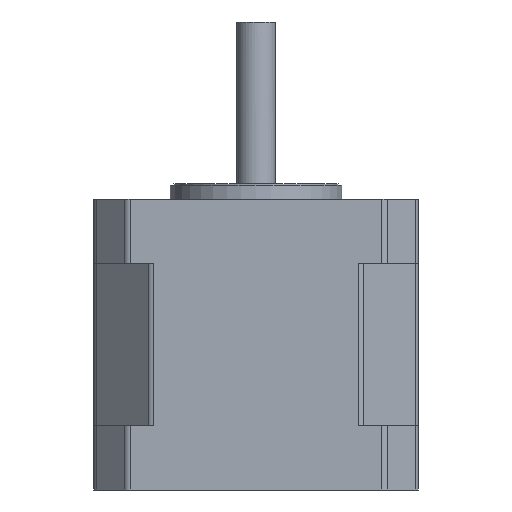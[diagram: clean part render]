
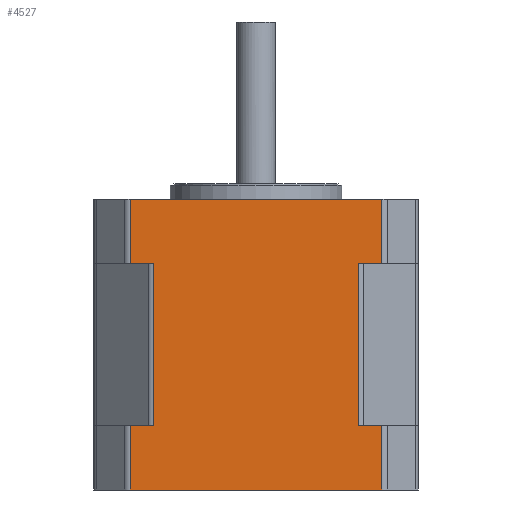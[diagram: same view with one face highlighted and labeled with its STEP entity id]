
A CAD part, front view. The second image highlights one B-rep face of the part: STEP entity #4527.
In plain terms, the highlighted planar face has unit normal (0, -1, 0).
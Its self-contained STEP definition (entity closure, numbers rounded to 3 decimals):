
#113=PLANE('',#4787);
#362=FACE_OUTER_BOUND('',#586,.T.);
#586=EDGE_LOOP('',(#3936,#3937,#3938,#3939,#3940,#3941,#3942,#3943,#3944,
#3945,#3946,#3947));
#1261=LINE('',#30648,#1569);
#1262=LINE('',#30651,#1570);
#1263=LINE('',#30653,#1571);
#1264=LINE('',#30655,#1572);
#1265=LINE('',#30657,#1573);
#1266=LINE('',#30659,#1574);
#1267=LINE('',#30661,#1575);
#1268=LINE('',#30663,#1576);
#1269=LINE('',#30665,#1577);
#1270=LINE('',#30667,#1578);
#1271=LINE('',#30669,#1579);
#1272=LINE('',#30670,#1580);
#1569=VECTOR('',#5502,10.);
#1570=VECTOR('',#5505,10.);
#1571=VECTOR('',#5506,10.);
#1572=VECTOR('',#5507,10.);
#1573=VECTOR('',#5508,10.);
#1574=VECTOR('',#5509,10.);
#1575=VECTOR('',#5510,10.);
#1576=VECTOR('',#5511,10.);
#1577=VECTOR('',#5512,10.);
#1578=VECTOR('',#5513,10.);
#1579=VECTOR('',#5514,10.);
#1580=VECTOR('',#5515,10.);
#2073=VERTEX_POINT('',#30641);
#2076=VERTEX_POINT('',#30646);
#2077=VERTEX_POINT('',#30650);
#2078=VERTEX_POINT('',#30652);
#2079=VERTEX_POINT('',#30654);
#2080=VERTEX_POINT('',#30656);
#2081=VERTEX_POINT('',#30658);
#2082=VERTEX_POINT('',#30660);
#2083=VERTEX_POINT('',#30662);
#2084=VERTEX_POINT('',#30664);
#2085=VERTEX_POINT('',#30666);
#2086=VERTEX_POINT('',#30668);
#2725=EDGE_CURVE('',#2076,#2073,#1261,.T.);
#2726=EDGE_CURVE('',#2076,#2077,#1262,.T.);
#2727=EDGE_CURVE('',#2078,#2077,#1263,.T.);
#2728=EDGE_CURVE('',#2078,#2079,#1264,.T.);
#2729=EDGE_CURVE('',#2080,#2079,#1265,.T.);
#2730=EDGE_CURVE('',#2081,#2080,#1266,.T.);
#2731=EDGE_CURVE('',#2082,#2081,#1267,.T.);
#2732=EDGE_CURVE('',#2082,#2083,#1268,.T.);
#2733=EDGE_CURVE('',#2084,#2083,#1269,.T.);
#2734=EDGE_CURVE('',#2084,#2085,#1270,.T.);
#2735=EDGE_CURVE('',#2086,#2085,#1271,.T.);
#2736=EDGE_CURVE('',#2086,#2073,#1272,.T.);
#3936=ORIENTED_EDGE('',*,*,#2725,.F.);
#3937=ORIENTED_EDGE('',*,*,#2726,.T.);
#3938=ORIENTED_EDGE('',*,*,#2727,.F.);
#3939=ORIENTED_EDGE('',*,*,#2728,.T.);
#3940=ORIENTED_EDGE('',*,*,#2729,.F.);
#3941=ORIENTED_EDGE('',*,*,#2730,.F.);
#3942=ORIENTED_EDGE('',*,*,#2731,.F.);
#3943=ORIENTED_EDGE('',*,*,#2732,.T.);
#3944=ORIENTED_EDGE('',*,*,#2733,.F.);
#3945=ORIENTED_EDGE('',*,*,#2734,.T.);
#3946=ORIENTED_EDGE('',*,*,#2735,.F.);
#3947=ORIENTED_EDGE('',*,*,#2736,.T.);
#4527=ADVANCED_FACE('',(#362),#113,.T.);
#4787=AXIS2_PLACEMENT_3D('',#30649,#5503,#5504);
#5502=DIRECTION('',(0.,0.,-1.));
#5503=DIRECTION('center_axis',(0.,-1.,0.));
#5504=DIRECTION('ref_axis',(1.,0.,0.));
#5505=DIRECTION('',(-1.,0.,0.));
#5506=DIRECTION('',(0.,0.,-1.));
#5507=DIRECTION('',(1.,0.,0.));
#5508=DIRECTION('',(0.,0.,-1.));
#5509=DIRECTION('',(1.,0.,0.));
#5510=DIRECTION('',(0.,0.,1.));
#5511=DIRECTION('',(1.,0.,0.));
#5512=DIRECTION('',(0.,0.,1.));
#5513=DIRECTION('',(-1.,0.,0.));
#5514=DIRECTION('',(0.,0.,1.));
#5515=DIRECTION('',(1.,0.,0.));
#30641=CARTESIAN_POINT('',(16.086,-20.75,0.));
#30646=CARTESIAN_POINT('',(16.086,-20.75,8.2));
#30648=CARTESIAN_POINT('',(16.086,-20.75,0.));
#30649=CARTESIAN_POINT('Origin',(-20.75,-20.75,0.));
#30650=CARTESIAN_POINT('',(13.086,-20.75,8.2));
#30651=CARTESIAN_POINT('',(-1.813,-20.75,8.2));
#30652=CARTESIAN_POINT('',(13.086,-20.75,29.));
#30653=CARTESIAN_POINT('',(13.086,-20.75,14.5));
#30654=CARTESIAN_POINT('',(16.086,-20.75,29.));
#30655=CARTESIAN_POINT('',(-1.813,-20.75,29.));
#30656=CARTESIAN_POINT('',(16.086,-20.75,37.2));
#30657=CARTESIAN_POINT('',(16.086,-20.75,18.6));
#30658=CARTESIAN_POINT('',(-16.086,-20.75,37.2));
#30659=CARTESIAN_POINT('',(-20.75,-20.75,37.2));
#30660=CARTESIAN_POINT('',(-16.086,-20.75,29.));
#30661=CARTESIAN_POINT('',(-16.086,-20.75,18.6));
#30662=CARTESIAN_POINT('',(-13.086,-20.75,29.));
#30663=CARTESIAN_POINT('',(-18.938,-20.75,29.));
#30664=CARTESIAN_POINT('',(-13.086,-20.75,8.2));
#30665=CARTESIAN_POINT('',(-13.086,-20.75,14.5));
#30666=CARTESIAN_POINT('',(-16.086,-20.75,8.2));
#30667=CARTESIAN_POINT('',(-18.938,-20.75,8.2));
#30668=CARTESIAN_POINT('',(-16.086,-20.75,0.));
#30669=CARTESIAN_POINT('',(-16.086,-20.75,0.));
#30670=CARTESIAN_POINT('',(-20.75,-20.75,0.));
